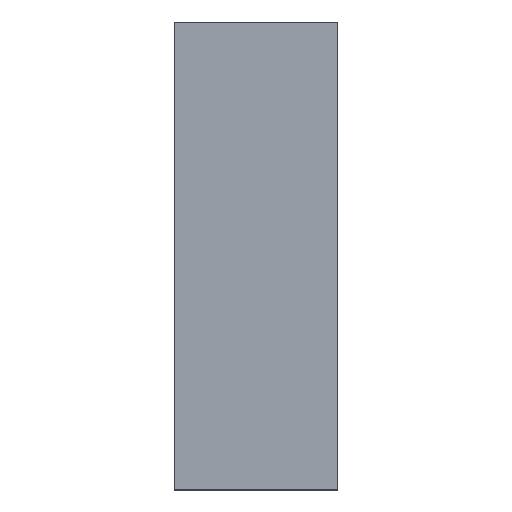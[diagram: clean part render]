
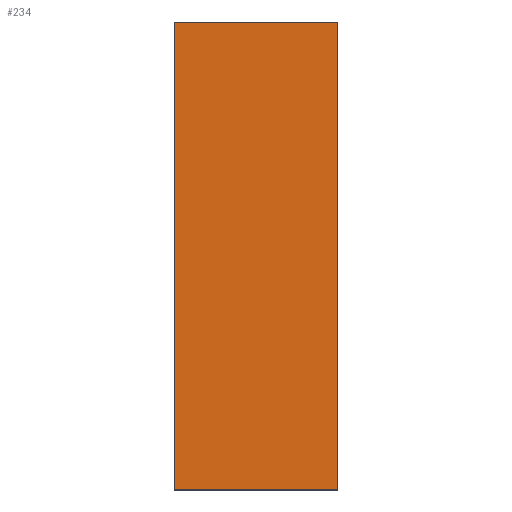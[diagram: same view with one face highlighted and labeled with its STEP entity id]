
A CAD part, left-side view. The second image highlights one B-rep face of the part: STEP entity #234.
In plain terms, the highlighted planar face has unit normal (-1, 0, 0).
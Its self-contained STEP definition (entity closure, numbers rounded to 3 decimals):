
#10 = VERTEX_POINT ( 'NONE', #242 ) ;
#16 = DIRECTION ( 'NONE',  ( 0., 0., 1. ) ) ;
#42 = CARTESIAN_POINT ( 'NONE',  ( -16.62, -3.5, 5. ) ) ;
#59 = CARTESIAN_POINT ( 'NONE',  ( -16.62, -3.5, 5. ) ) ;
#63 = ORIENTED_EDGE ( 'NONE', *, *, #449, .F. ) ;
#66 = PLANE ( 'NONE',  #396 ) ;
#79 = CARTESIAN_POINT ( 'NONE',  ( -16.62, -3.5, -5. ) ) ;
#106 = CARTESIAN_POINT ( 'NONE',  ( -16.62, -3.5, 0. ) ) ;
#113 = ORIENTED_EDGE ( 'NONE', *, *, #478, .T. ) ;
#134 = VERTEX_POINT ( 'NONE', #327 ) ;
#142 = DIRECTION ( 'NONE',  ( -1., 0., 0. ) ) ;
#149 = DIRECTION ( 'NONE',  ( 0., 0., 1. ) ) ;
#153 = CARTESIAN_POINT ( 'NONE',  ( -16.62, 0., 5. ) ) ;
#178 = VECTOR ( 'NONE', #185, 1000. ) ;
#185 = DIRECTION ( 'NONE',  ( 0., 1., 0. ) ) ;
#234 = ADVANCED_FACE ( 'NONE', ( #286 ), #66, .T. ) ;
#242 = CARTESIAN_POINT ( 'NONE',  ( -16.62, 0., -5. ) ) ;
#249 = DIRECTION ( 'NONE',  ( 0., 0., 1. ) ) ;
#270 = LINE ( 'NONE', #59, #423 ) ;
#280 = EDGE_CURVE ( 'NONE', #10, #447, #457, .T. ) ;
#286 = FACE_OUTER_BOUND ( 'NONE', #455, .T. ) ;
#290 = LINE ( 'NONE', #300, #325 ) ;
#300 = CARTESIAN_POINT ( 'NONE',  ( -16.62, -3.5, 0. ) ) ;
#319 = EDGE_CURVE ( 'NONE', #468, #447, #270, .T. ) ;
#325 = VECTOR ( 'NONE', #149, 1000. ) ;
#327 = CARTESIAN_POINT ( 'NONE',  ( -16.62, -3.5, -5. ) ) ;
#360 = VECTOR ( 'NONE', #16, 1000. ) ;
#368 = ORIENTED_EDGE ( 'NONE', *, *, #319, .T. ) ;
#384 = CARTESIAN_POINT ( 'NONE',  ( -16.62, 0., 0. ) ) ;
#396 = AXIS2_PLACEMENT_3D ( 'NONE', #106, #142, #249 ) ;
#422 = DIRECTION ( 'NONE',  ( 0., 1., 0. ) ) ;
#423 = VECTOR ( 'NONE', #422, 1000. ) ;
#424 = ORIENTED_EDGE ( 'NONE', *, *, #280, .F. ) ;
#447 = VERTEX_POINT ( 'NONE', #153 ) ;
#448 = LINE ( 'NONE', #79, #178 ) ;
#449 = EDGE_CURVE ( 'NONE', #134, #10, #448, .T. ) ;
#455 = EDGE_LOOP ( 'NONE', ( #424, #63, #113, #368 ) ) ;
#457 = LINE ( 'NONE', #384, #360 ) ;
#468 = VERTEX_POINT ( 'NONE', #42 ) ;
#478 = EDGE_CURVE ( 'NONE', #134, #468, #290, .T. ) ;
